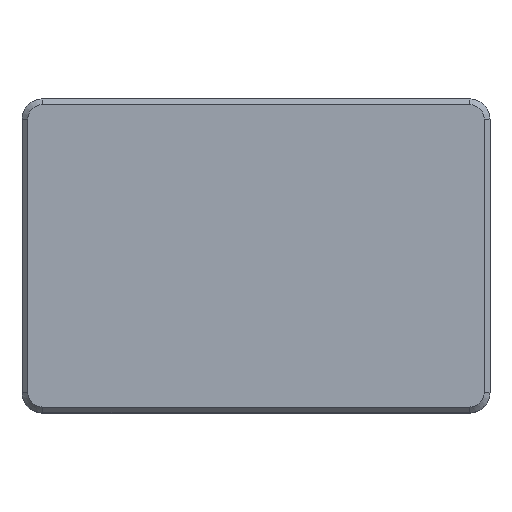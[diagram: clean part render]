
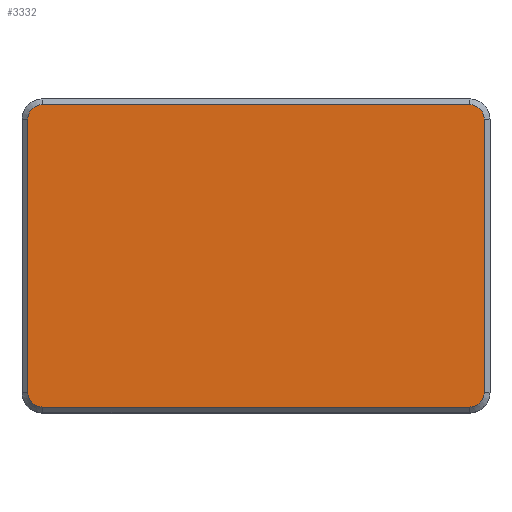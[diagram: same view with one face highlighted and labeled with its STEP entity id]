
A CAD part, top view. The second image highlights one B-rep face of the part: STEP entity #3332.
In plain terms, the highlighted planar face has unit normal (0, 0, 1).
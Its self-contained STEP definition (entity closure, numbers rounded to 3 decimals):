
#94=CIRCLE('',#3534,2.5);
#96=CIRCLE('',#3538,2.5);
#98=CIRCLE('',#3542,2.5);
#100=CIRCLE('',#3546,2.5);
#232=FACE_OUTER_BOUND('',#417,.T.);
#417=EDGE_LOOP('',(#2258,#2259,#2260,#2261,#2262,#2263,#2264,#2265));
#608=LINE('',#4836,#993);
#612=LINE('',#4848,#997);
#616=LINE('',#4860,#1001);
#622=LINE('',#4876,#1007);
#993=VECTOR('',#3842,10.);
#997=VECTOR('',#3854,10.);
#1001=VECTOR('',#3866,10.);
#1007=VECTOR('',#3880,10.);
#1375=VERTEX_POINT('',#4829);
#1378=VERTEX_POINT('',#4834);
#1379=VERTEX_POINT('',#4838);
#1381=VERTEX_POINT('',#4844);
#1383=VERTEX_POINT('',#4850);
#1385=VERTEX_POINT('',#4856);
#1387=VERTEX_POINT('',#4862);
#1389=VERTEX_POINT('',#4868);
#1702=EDGE_CURVE('',#1378,#1375,#608,.T.);
#1705=EDGE_CURVE('',#1375,#1379,#94,.T.);
#1708=EDGE_CURVE('',#1379,#1381,#612,.T.);
#1711=EDGE_CURVE('',#1381,#1383,#96,.T.);
#1714=EDGE_CURVE('',#1383,#1385,#616,.T.);
#1717=EDGE_CURVE('',#1385,#1387,#98,.T.);
#1722=EDGE_CURVE('',#1387,#1389,#622,.T.);
#1724=EDGE_CURVE('',#1389,#1378,#100,.T.);
#2258=ORIENTED_EDGE('',*,*,#1702,.F.);
#2259=ORIENTED_EDGE('',*,*,#1724,.F.);
#2260=ORIENTED_EDGE('',*,*,#1722,.F.);
#2261=ORIENTED_EDGE('',*,*,#1717,.F.);
#2262=ORIENTED_EDGE('',*,*,#1714,.F.);
#2263=ORIENTED_EDGE('',*,*,#1711,.F.);
#2264=ORIENTED_EDGE('',*,*,#1708,.F.);
#2265=ORIENTED_EDGE('',*,*,#1705,.F.);
#3203=PLANE('',#3556);
#3332=ADVANCED_FACE('',(#232),#3203,.T.);
#3534=AXIS2_PLACEMENT_3D('',#4842,#3848,#3849);
#3538=AXIS2_PLACEMENT_3D('',#4854,#3860,#3861);
#3542=AXIS2_PLACEMENT_3D('',#4866,#3872,#3873);
#3546=AXIS2_PLACEMENT_3D('',#4879,#3885,#3886);
#3556=AXIS2_PLACEMENT_3D('',#4916,#3919,#3920);
#3842=DIRECTION('',(0.,1.,0.));
#3848=DIRECTION('center_axis',(0.,0.,-1.));
#3849=DIRECTION('ref_axis',(-0.707,0.707,0.));
#3854=DIRECTION('',(1.,0.,0.));
#3860=DIRECTION('center_axis',(0.,0.,-1.));
#3861=DIRECTION('ref_axis',(0.707,0.707,0.));
#3866=DIRECTION('',(0.,-1.,0.));
#3872=DIRECTION('center_axis',(0.,0.,-1.));
#3873=DIRECTION('ref_axis',(0.707,-0.707,0.));
#3880=DIRECTION('',(-1.,0.,0.));
#3885=DIRECTION('center_axis',(0.,0.,-1.));
#3886=DIRECTION('ref_axis',(-0.707,-0.707,0.));
#3919=DIRECTION('center_axis',(0.,0.,1.));
#3920=DIRECTION('ref_axis',(1.,0.,0.));
#4829=CARTESIAN_POINT('',(-38.525,24.025,25.25));
#4834=CARTESIAN_POINT('',(-38.525,-23.025,25.25));
#4836=CARTESIAN_POINT('',(-38.525,13.75,25.25));
#4838=CARTESIAN_POINT('',(-36.025,26.525,25.25));
#4842=CARTESIAN_POINT('Origin',(-36.025,24.025,25.25));
#4844=CARTESIAN_POINT('',(37.525,26.525,25.25));
#4848=CARTESIAN_POINT('',(20.625,26.525,25.25));
#4850=CARTESIAN_POINT('',(40.025,24.025,25.25));
#4854=CARTESIAN_POINT('Origin',(37.525,24.025,25.25));
#4856=CARTESIAN_POINT('',(40.025,-23.025,25.25));
#4860=CARTESIAN_POINT('',(40.025,-12.75,25.25));
#4862=CARTESIAN_POINT('',(37.525,-25.525,25.25));
#4866=CARTESIAN_POINT('Origin',(37.525,-23.025,25.25));
#4868=CARTESIAN_POINT('',(-36.025,-25.525,25.25));
#4876=CARTESIAN_POINT('',(-19.125,-25.525,25.25));
#4879=CARTESIAN_POINT('Origin',(-36.025,-23.025,25.25));
#4916=CARTESIAN_POINT('Origin',(0.75,0.5,25.25));
